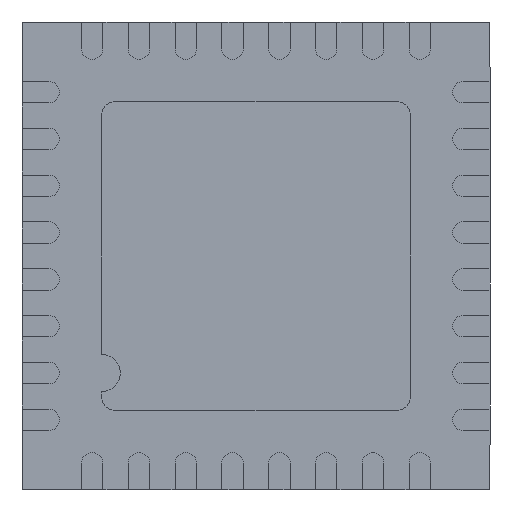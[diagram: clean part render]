
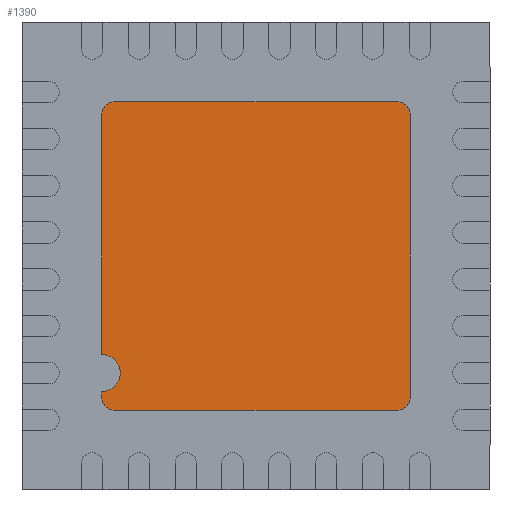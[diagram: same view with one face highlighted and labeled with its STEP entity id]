
A CAD part, front view. The second image highlights one B-rep face of the part: STEP entity #1390.
In plain terms, the highlighted planar face has unit normal (0, -1, 0).
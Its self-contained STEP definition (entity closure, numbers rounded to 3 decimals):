
#7 = CARTESIAN_POINT ( 'NONE',  ( -1.65, 0., -1.45 ) ) ;
#304 = VERTEX_POINT ( 'NONE', #503 ) ;
#503 = CARTESIAN_POINT ( 'NONE',  ( -1.5, 0., 1.65 ) ) ;
#692 = EDGE_CURVE ( 'NONE', #4892, #1382, #10501, .T. ) ;
#1065 = EDGE_CURVE ( 'NONE', #1382, #8134, #9644, .T. ) ;
#1070 = DIRECTION ( 'NONE',  ( 0., 0., -1. ) ) ;
#1185 = CARTESIAN_POINT ( 'NONE',  ( 1.65, 0., -1.5 ) ) ;
#1382 = VERTEX_POINT ( 'NONE', #8183 ) ;
#1390 = ADVANCED_FACE ( 'NONE', ( #10898 ), #7343, .T. ) ;
#1828 = CARTESIAN_POINT ( 'NONE',  ( -1.65, 0., -1.25 ) ) ;
#1848 = LINE ( 'NONE', #6107, #6958 ) ;
#1898 = ORIENTED_EDGE ( 'NONE', *, *, #2162, .T. ) ;
#2016 = AXIS2_PLACEMENT_3D ( 'NONE', #2629, #9338, #10162 ) ;
#2161 = CARTESIAN_POINT ( 'NONE',  ( -1.5, 0., 1.65 ) ) ;
#2162 = EDGE_CURVE ( 'NONE', #7506, #4892, #5206, .T. ) ;
#2219 = EDGE_CURVE ( 'NONE', #3741, #7506, #1848, .T. ) ;
#2301 = DIRECTION ( 'NONE',  ( 0., -1., 0. ) ) ;
#2381 = AXIS2_PLACEMENT_3D ( 'NONE', #4808, #2301, #10723 ) ;
#2629 = CARTESIAN_POINT ( 'NONE',  ( 1.5, 0., -1.5 ) ) ;
#2854 = EDGE_CURVE ( 'NONE', #7374, #9219, #8930, .T. ) ;
#2922 = VECTOR ( 'NONE', #2930, 1000. ) ;
#2930 = DIRECTION ( 'NONE',  ( 0., 0., 1. ) ) ;
#2971 = CIRCLE ( 'NONE', #5596, 0.15 ) ;
#3290 = CARTESIAN_POINT ( 'NONE',  ( -1.65, 0., -1.05 ) ) ;
#3320 = CARTESIAN_POINT ( 'NONE',  ( -1.65, 0., -1.05 ) ) ;
#3403 = ORIENTED_EDGE ( 'NONE', *, *, #4282, .T. ) ;
#3574 = EDGE_CURVE ( 'NONE', #5943, #3741, #2971, .T. ) ;
#3741 = VERTEX_POINT ( 'NONE', #9518 ) ;
#3764 = VECTOR ( 'NONE', #5260, 1000. ) ;
#3858 = VECTOR ( 'NONE', #8976, 1000. ) ;
#4060 = EDGE_CURVE ( 'NONE', #8134, #304, #9968, .T. ) ;
#4282 = EDGE_CURVE ( 'NONE', #9219, #5160, #5321, .T. ) ;
#4334 = VECTOR ( 'NONE', #9186, 1000. ) ;
#4653 = CARTESIAN_POINT ( 'NONE',  ( 1.5, 0., 1.65 ) ) ;
#4683 = EDGE_CURVE ( 'NONE', #304, #7374, #8150, .T. ) ;
#4808 = CARTESIAN_POINT ( 'NONE',  ( -1.5, 0., -1.5 ) ) ;
#4892 = VERTEX_POINT ( 'NONE', #1185 ) ;
#4935 = EDGE_LOOP ( 'NONE', ( #8824, #6580, #1898, #5317, #6078, #9793, #9310, #6521, #3403, #10594 ) ) ;
#4941 = DIRECTION ( 'NONE',  ( 0., 0., -1. ) ) ;
#5122 = CARTESIAN_POINT ( 'NONE',  ( 1.5, 0., 1.5 ) ) ;
#5160 = VERTEX_POINT ( 'NONE', #7 ) ;
#5206 = CIRCLE ( 'NONE', #2016, 0.15 ) ;
#5260 = DIRECTION ( 'NONE',  ( 0., 0., -1. ) ) ;
#5268 = CARTESIAN_POINT ( 'NONE',  ( -1.5, 0., -1.5 ) ) ;
#5317 = ORIENTED_EDGE ( 'NONE', *, *, #692, .T. ) ;
#5321 = CIRCLE ( 'NONE', #5846, 0.2 ) ;
#5479 = CARTESIAN_POINT ( 'NONE',  ( -1.65, 0., -1.5 ) ) ;
#5596 = AXIS2_PLACEMENT_3D ( 'NONE', #5268, #10410, #1070 ) ;
#5846 = AXIS2_PLACEMENT_3D ( 'NONE', #1828, #5936, #10861 ) ;
#5936 = DIRECTION ( 'NONE',  ( 0., 1., 0. ) ) ;
#5943 = VERTEX_POINT ( 'NONE', #10620 ) ;
#6078 = ORIENTED_EDGE ( 'NONE', *, *, #1065, .T. ) ;
#6107 = CARTESIAN_POINT ( 'NONE',  ( -1.5, 0., -1.65 ) ) ;
#6521 = ORIENTED_EDGE ( 'NONE', *, *, #2854, .T. ) ;
#6580 = ORIENTED_EDGE ( 'NONE', *, *, #2219, .T. ) ;
#6958 = VECTOR ( 'NONE', #10251, 1000. ) ;
#7343 = PLANE ( 'NONE',  #2381 ) ;
#7374 = VERTEX_POINT ( 'NONE', #8654 ) ;
#7506 = VERTEX_POINT ( 'NONE', #10608 ) ;
#7773 = DIRECTION ( 'NONE',  ( 0., 0., 1. ) ) ;
#8102 = DIRECTION ( 'NONE',  ( 0., -1., 0. ) ) ;
#8134 = VERTEX_POINT ( 'NONE', #4653 ) ;
#8150 = CIRCLE ( 'NONE', #9911, 0.15 ) ;
#8183 = CARTESIAN_POINT ( 'NONE',  ( 1.65, 0., 1.5 ) ) ;
#8654 = CARTESIAN_POINT ( 'NONE',  ( -1.65, 0., 1.5 ) ) ;
#8824 = ORIENTED_EDGE ( 'NONE', *, *, #3574, .T. ) ;
#8930 = LINE ( 'NONE', #3290, #4334 ) ;
#8976 = DIRECTION ( 'NONE',  ( -1., 0., 0. ) ) ;
#9186 = DIRECTION ( 'NONE',  ( 0., 0., -1. ) ) ;
#9219 = VERTEX_POINT ( 'NONE', #3320 ) ;
#9310 = ORIENTED_EDGE ( 'NONE', *, *, #4683, .T. ) ;
#9338 = DIRECTION ( 'NONE',  ( 0., -1., 0. ) ) ;
#9518 = CARTESIAN_POINT ( 'NONE',  ( -1.5, 0., -1.65 ) ) ;
#9644 = CIRCLE ( 'NONE', #10168, 0.15 ) ;
#9665 = EDGE_CURVE ( 'NONE', #5160, #5943, #9689, .T. ) ;
#9689 = LINE ( 'NONE', #5479, #3764 ) ;
#9793 = ORIENTED_EDGE ( 'NONE', *, *, #4060, .T. ) ;
#9911 = AXIS2_PLACEMENT_3D ( 'NONE', #10805, #8102, #4941 ) ;
#9968 = LINE ( 'NONE', #2161, #3858 ) ;
#10090 = DIRECTION ( 'NONE',  ( 0., -1., 0. ) ) ;
#10162 = DIRECTION ( 'NONE',  ( 0., 0., 1. ) ) ;
#10168 = AXIS2_PLACEMENT_3D ( 'NONE', #5122, #10090, #7773 ) ;
#10251 = DIRECTION ( 'NONE',  ( 1., 0., 0. ) ) ;
#10410 = DIRECTION ( 'NONE',  ( 0., -1., 0. ) ) ;
#10501 = LINE ( 'NONE', #10597, #2922 ) ;
#10594 = ORIENTED_EDGE ( 'NONE', *, *, #9665, .T. ) ;
#10597 = CARTESIAN_POINT ( 'NONE',  ( 1.65, 0., -1.5 ) ) ;
#10608 = CARTESIAN_POINT ( 'NONE',  ( 1.5, 0., -1.65 ) ) ;
#10620 = CARTESIAN_POINT ( 'NONE',  ( -1.65, 0., -1.5 ) ) ;
#10723 = DIRECTION ( 'NONE',  ( 0., 0., -1. ) ) ;
#10805 = CARTESIAN_POINT ( 'NONE',  ( -1.5, 0., 1.5 ) ) ;
#10861 = DIRECTION ( 'NONE',  ( 0., 0., -1. ) ) ;
#10898 = FACE_OUTER_BOUND ( 'NONE', #4935, .T. ) ;
